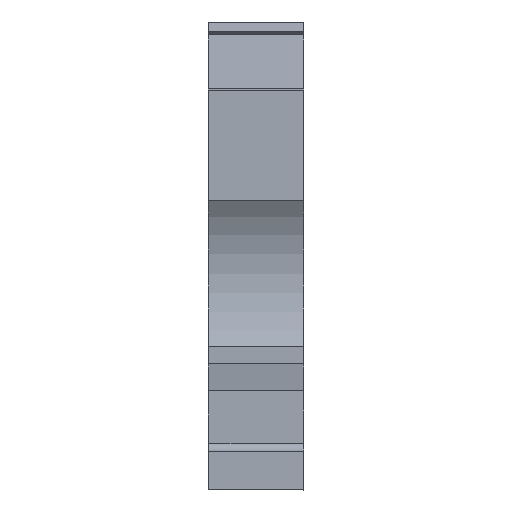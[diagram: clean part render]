
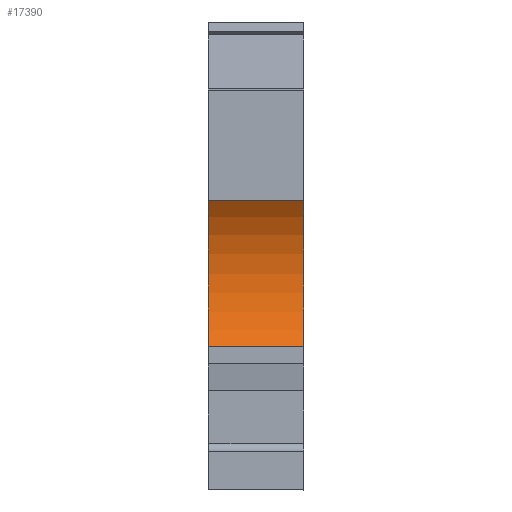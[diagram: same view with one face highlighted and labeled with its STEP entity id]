
A CAD part, front view. The second image highlights one B-rep face of the part: STEP entity #17390.
In plain terms, the highlighted cylindrical face has radius 13.2 mm (diameter 26.4 mm), a partial arc.
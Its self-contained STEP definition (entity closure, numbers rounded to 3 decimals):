
#1430=CARTESIAN_POINT('',(-30.496,-30.,
53.67));
#1440=VERTEX_POINT('',#1430);
#1470=CARTESIAN_POINT('',(-41.182,-22.25,
53.67));
#1480=DIRECTION('',(0.,0.,1.));
#1490=DIRECTION('',(1.,0.,0.));
#1500=AXIS2_PLACEMENT_3D('',#1470,#1480,#1490);
#1510=CIRCLE('',#1500,13.2);
#1520=CARTESIAN_POINT('',(-30.496,-14.5,
53.67));
#1530=VERTEX_POINT('',#1520);
#1540=EDGE_CURVE('',#1440,#1530,#1510,.T.);
#11450=CARTESIAN_POINT('',(-30.496,-14.5,
43.52));
#11460=VERTEX_POINT('',#11450);
#11490=CARTESIAN_POINT('',(-41.182,-22.25,
43.52));
#11500=DIRECTION('',(0.,0.,1.));
#11510=DIRECTION('',(1.,0.,0.));
#11520=AXIS2_PLACEMENT_3D('',#11490,#11500,#11510);
#11530=CIRCLE('',#11520,13.2);
#11540=CARTESIAN_POINT('',(-30.496,-30.,
43.52));
#11550=VERTEX_POINT('',#11540);
#11560=EDGE_CURVE('',#11550,#11460,#11530,.T.);
#17070=CARTESIAN_POINT('',(-30.496,-30.,
53.67));
#17080=DIRECTION('',(0.,0.,1.));
#17090=VECTOR('',#17080,1.);
#17100=LINE('',#17070,#17090);
#17110=EDGE_CURVE('',#11550,#1440,#17100,.T.);
#17230=CARTESIAN_POINT('',(-41.182,-22.25,
53.67));
#17240=DIRECTION('',(0.,0.,1.));
#17250=DIRECTION('',(1.,0.,0.));
#17260=AXIS2_PLACEMENT_3D('',#17230,#17240,#17250);
#17270=CYLINDRICAL_SURFACE('',#17260,13.2);
#17280=ORIENTED_EDGE('',*,*,#17110,.T.);
#17290=ORIENTED_EDGE('',*,*,#11560,.F.);
#17300=CARTESIAN_POINT('',(-30.496,-14.5,
53.67));
#17310=DIRECTION('',(0.,0.,1.));
#17320=VECTOR('',#17310,1.);
#17330=LINE('',#17300,#17320);
#17340=EDGE_CURVE('',#11460,#1530,#17330,.T.);
#17350=ORIENTED_EDGE('',*,*,#17340,.F.);
#17360=ORIENTED_EDGE('',*,*,#1540,.T.);
#17370=EDGE_LOOP('',(#17360,#17350,#17290,#17280));
#17380=FACE_OUTER_BOUND('',#17370,.T.);
#17390=ADVANCED_FACE('',(#17380),#17270,.F.);
